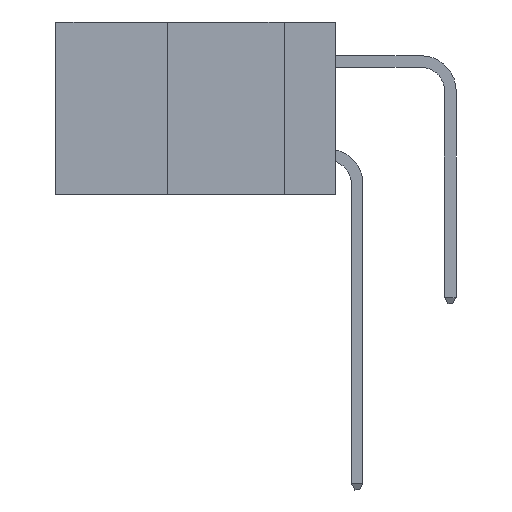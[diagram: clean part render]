
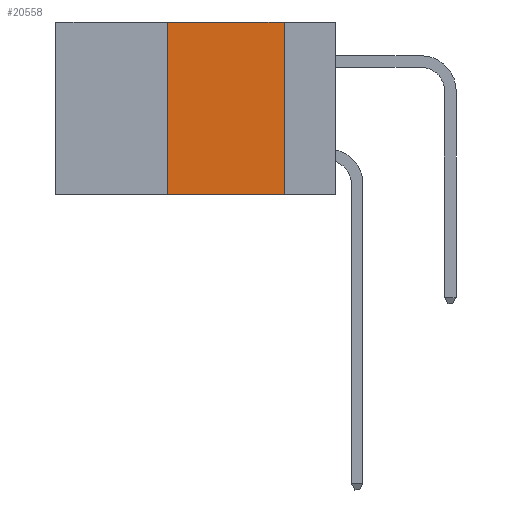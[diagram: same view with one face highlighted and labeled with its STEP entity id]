
A CAD part, left-side view. The second image highlights one B-rep face of the part: STEP entity #20558.
In plain terms, the highlighted planar face has unit normal (-1, 0, 0).
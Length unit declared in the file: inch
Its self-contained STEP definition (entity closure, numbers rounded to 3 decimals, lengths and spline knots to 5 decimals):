
#287 = ORIENTED_EDGE ( 'NONE', *, *, #7655, .F. ) ;
#1710 = CARTESIAN_POINT ( 'NONE',  ( 0., 0.6, 0. ) ) ;
#2204 = VERTEX_POINT ( 'NONE', #2440 ) ;
#2440 = CARTESIAN_POINT ( 'NONE',  ( 0., 0.36, 0. ) ) ;
#2468 = EDGE_CURVE ( 'NONE', #22019, #13743, #5718, .T. ) ;
#2623 = VECTOR ( 'NONE', #8393, 39.37008 ) ;
#2919 = VERTEX_POINT ( 'NONE', #16198 ) ;
#3250 = CARTESIAN_POINT ( 'NONE',  ( 0., 0.6, -0.37 ) ) ;
#3290 = CARTESIAN_POINT ( 'NONE',  ( 0., 0.11, 0. ) ) ;
#3878 = LINE ( 'NONE', #23670, #2623 ) ;
#4739 = ORIENTED_EDGE ( 'NONE', *, *, #5089, .F. ) ;
#5089 = EDGE_CURVE ( 'NONE', #22019, #2204, #3878, .T. ) ;
#5718 = LINE ( 'NONE', #3250, #24615 ) ;
#5916 = VECTOR ( 'NONE', #17767, 39.37008 ) ;
#7121 = AXIS2_PLACEMENT_3D ( 'NONE', #1710, #11455, #19531 ) ;
#7491 = DIRECTION ( 'NONE',  ( 0., 0., -1. ) ) ;
#7655 = EDGE_CURVE ( 'NONE', #2919, #13743, #8686, .T. ) ;
#8092 = CARTESIAN_POINT ( 'NONE',  ( 0., 0.11, -0.37 ) ) ;
#8393 = DIRECTION ( 'NONE',  ( 0., 0., 1. ) ) ;
#8686 = LINE ( 'NONE', #3290, #10831 ) ;
#9578 = PLANE ( 'NONE',  #7121 ) ;
#10831 = VECTOR ( 'NONE', #7491, 39.37008 ) ;
#11455 = DIRECTION ( 'NONE',  ( 1., 0., 0. ) ) ;
#11797 = CARTESIAN_POINT ( 'NONE',  ( 0., 0.36, -0.37 ) ) ;
#13667 = ORIENTED_EDGE ( 'NONE', *, *, #2468, .T. ) ;
#13743 = VERTEX_POINT ( 'NONE', #8092 ) ;
#15582 = DIRECTION ( 'NONE',  ( 0., -1., 0. ) ) ;
#15855 = CARTESIAN_POINT ( 'NONE',  ( 0., 0.6, 0. ) ) ;
#16198 = CARTESIAN_POINT ( 'NONE',  ( 0., 0.11, 0. ) ) ;
#16315 = FACE_OUTER_BOUND ( 'NONE', #17995, .T. ) ;
#16787 = EDGE_CURVE ( 'NONE', #2204, #2919, #20454, .T. ) ;
#17767 = DIRECTION ( 'NONE',  ( 0., -1., 0. ) ) ;
#17995 = EDGE_LOOP ( 'NONE', ( #287, #20987, #4739, #13667 ) ) ;
#19531 = DIRECTION ( 'NONE',  ( 0., 0., -1. ) ) ;
#20454 = LINE ( 'NONE', #15855, #5916 ) ;
#20558 = ADVANCED_FACE ( 'NONE', ( #16315 ), #9578, .F. ) ;
#20987 = ORIENTED_EDGE ( 'NONE', *, *, #16787, .F. ) ;
#22019 = VERTEX_POINT ( 'NONE', #11797 ) ;
#23670 = CARTESIAN_POINT ( 'NONE',  ( 0., 0.36, 0. ) ) ;
#24615 = VECTOR ( 'NONE', #15582, 39.37008 ) ;
